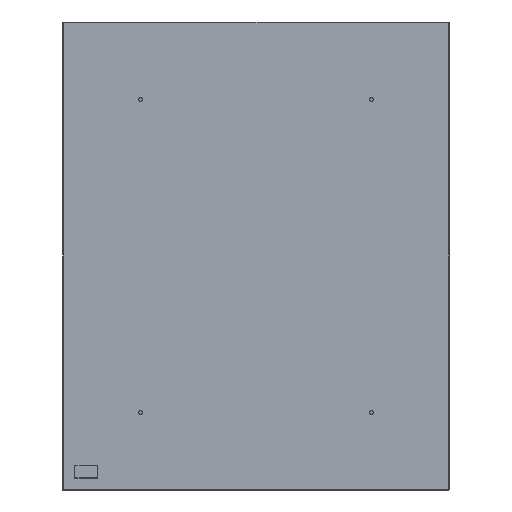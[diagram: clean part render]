
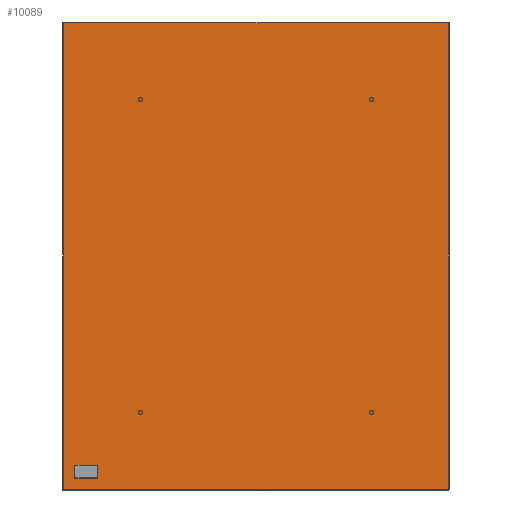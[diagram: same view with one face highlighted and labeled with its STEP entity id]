
A CAD part, left-side view. The second image highlights one B-rep face of the part: STEP entity #10089.
In plain terms, the highlighted planar face has unit normal (-1, 0, 0).
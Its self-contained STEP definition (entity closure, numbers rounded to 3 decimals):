
#9804=CARTESIAN_POINT('',(2249.3,3185.176,-1722.725));
#9805=VERTEX_POINT('',#9804);
#9812=CARTESIAN_POINT('',(2249.3,2688.776,-1722.725));
#9813=VERTEX_POINT('',#9812);
#9814=CARTESIAN_POINT('',(2249.3,3185.176,-1722.725));
#9815=DIRECTION('',(0.0,-1.0,0.0));
#9816=VECTOR('',#9815,496.4);
#9817=LINE('',#9814,#9816);
#9818=EDGE_CURVE('',#9805,#9813,#9817,.T.);
#9860=CARTESIAN_POINT('',(2249.3,3185.176,-2324.625));
#9861=VERTEX_POINT('',#9860);
#9868=CARTESIAN_POINT('',(2249.3,3185.176,-2324.625));
#9869=DIRECTION('',(0.0,0.0,1.0));
#9870=VECTOR('',#9869,601.9);
#9871=LINE('',#9868,#9870);
#9872=EDGE_CURVE('',#9861,#9805,#9871,.T.);
#10066=CARTESIAN_POINT('',(2249.3,2936.976,-2324.626));
#10067=DIRECTION('',(-1.0,0.0,0.0));
#10068=DIRECTION('',(0.0,0.0,1.0));
#10069=AXIS2_PLACEMENT_3D('',#10066,#10067,#10068);
#10070=PLANE('',#10069);
#10071=ORIENTED_EDGE('',*,*,#9872,.F.);
#10072=CARTESIAN_POINT('',(2249.3,2688.776,-2324.625));
#10073=VERTEX_POINT('',#10072);
#10074=CARTESIAN_POINT('',(2249.3,2688.776,-2324.625));
#10075=DIRECTION('',(0.0,1.0,0.0));
#10076=VECTOR('',#10075,496.4);
#10077=LINE('',#10074,#10076);
#10078=EDGE_CURVE('',#10073,#9861,#10077,.T.);
#10079=ORIENTED_EDGE('',*,*,#10078,.F.);
#10080=CARTESIAN_POINT('',(2249.3,2688.776,-1722.725));
#10081=DIRECTION('',(0.0,0.0,-1.0));
#10082=VECTOR('',#10081,601.9);
#10083=LINE('',#10080,#10082);
#10084=EDGE_CURVE('',#9813,#10073,#10083,.T.);
#10085=ORIENTED_EDGE('',*,*,#10084,.F.);
#10086=ORIENTED_EDGE('',*,*,#9818,.F.);
#10087=EDGE_LOOP('',(#10071,#10079,#10085,#10086));
#10088=FACE_OUTER_BOUND('',#10087,.T.);
#10089=ADVANCED_FACE('',(#10088),#10070,.T.);
